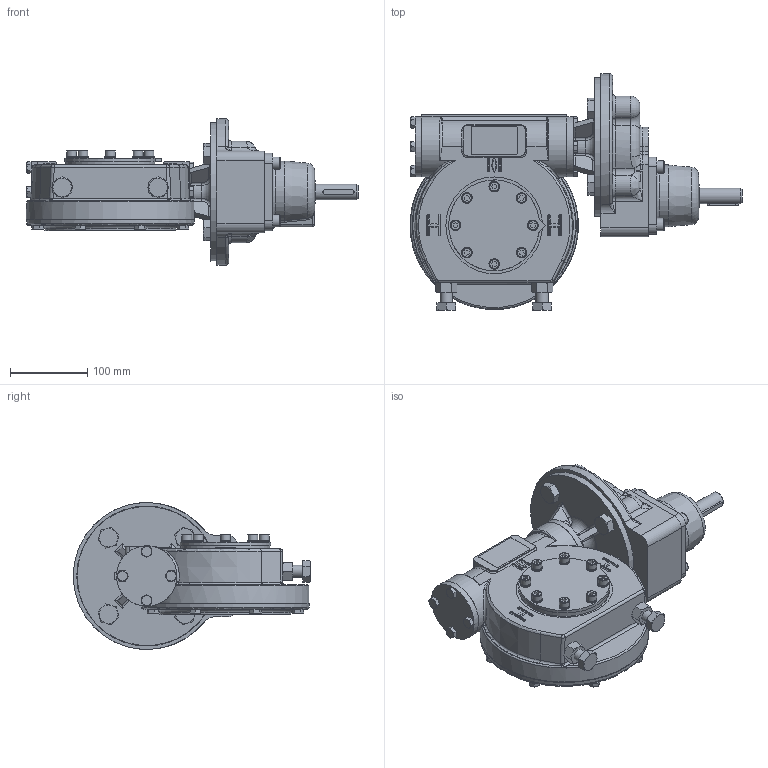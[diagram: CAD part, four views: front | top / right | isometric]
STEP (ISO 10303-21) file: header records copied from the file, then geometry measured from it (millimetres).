
FILE_DESCRIPTION(/* description */ ('Unknown'),/* implementation_level */ '2;1');
FILE_NAME(/* name */ 'PUB-IW4FBIRS-MAN-F14',/* time_stamp */ '2016-06-23T15:40:25+01:00',/* author */ ('Unknown'),/* organization */ ('Unknown'),/* preprocessor_version */ 'ST-DEVELOPER v16',/* originating_system */ 'DEX',/* authorisation */ $);
FILE_SCHEMA (('AUTOMOTIVE_DESIGN {1 0 10303 214 3 1 1}'));
Products named in the file (1): PUB-IW4FBIRS-MAN-F14
Bounding box: 429.33 x 306.28 x 189.82 mm (x, y, z)
Surface area: 376350.7 mm2 (no closed solid volume)
Topology: 0 solids, 69 shells, 984 faces, 3424 edges, 2465 vertices
Faces by surface type: plane 431, cylinder 188, cone 181, bspline 115, torus 61, sphere 8
Full cylindrical faces by diameter (mm): 13 x8, 13.5 x16, 13.835 x4, 16 x6, 20 x1, 30 x1, 78 x2, 85 x1, 115 x1, 125 x1, 180 x1, 181 x1
Entity records: 53652 total; most frequent: CARTESIAN_POINT 23915, DIRECTION 5450, ORIENTED_EDGE 5195, EDGE_CURVE 3291, VERTEX_POINT 2427, AXIS2_PLACEMENT_3D 2041, LINE 1368, VECTOR 1368
